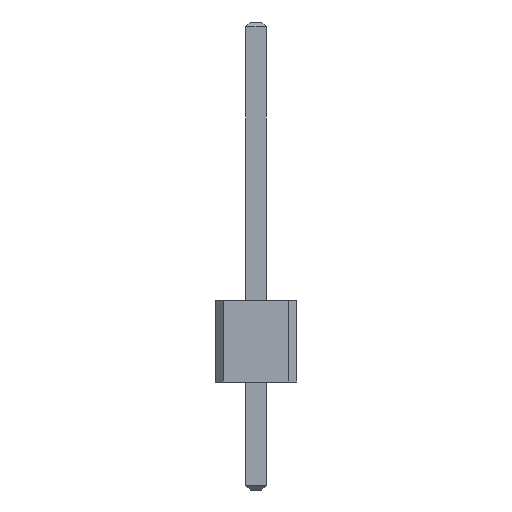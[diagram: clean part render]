
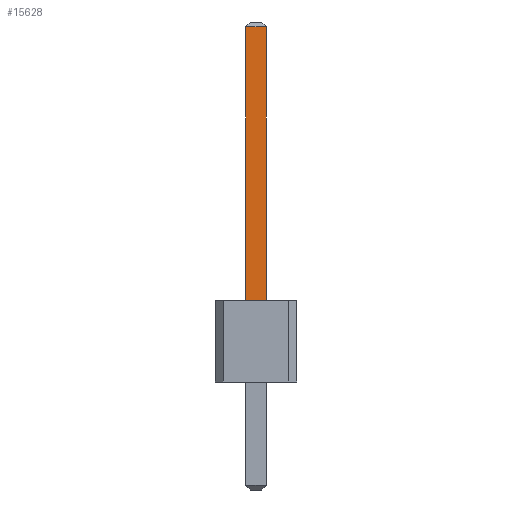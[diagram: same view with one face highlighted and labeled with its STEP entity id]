
A CAD part, front view. The second image highlights one B-rep face of the part: STEP entity #15628.
In plain terms, the highlighted face is planar.
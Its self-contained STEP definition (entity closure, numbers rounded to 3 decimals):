
#111 = PLANE('',#112);
#112 = AXIS2_PLACEMENT_3D('',#113,#114,#115);
#113 = CARTESIAN_POINT('',(16.51,0.,2.5));
#114 = DIRECTION('',(0.,0.,1.));
#115 = DIRECTION('',(1.,0.,0.));
#7397 = VERTEX_POINT('',#7398);
#7398 = CARTESIAN_POINT('',(33.34,-0.32,2.5));
#7413 = PLANE('',#7414);
#7414 = AXIS2_PLACEMENT_3D('',#7415,#7416,#7417);
#7415 = CARTESIAN_POINT('',(32.7,-0.32,-3.3));
#7416 = DIRECTION('',(0.,1.,0.));
#7417 = DIRECTION('',(1.,0.,0.));
#7451 = VERTEX_POINT('',#7452);
#7452 = CARTESIAN_POINT('',(33.34,0.32,2.5));
#7465 = PLANE('',#7466);
#7466 = AXIS2_PLACEMENT_3D('',#7467,#7468,#7469);
#7467 = CARTESIAN_POINT('',(33.34,0.32,-3.3));
#7468 = DIRECTION('',(0.,-1.,0.));
#7469 = DIRECTION('',(-1.,0.,0.));
#7476 = EDGE_CURVE('',#7451,#7397,#7477,.T.);
#7477 = SURFACE_CURVE('',#7478,(#7482,#7488),.PCURVE_S1.);
#7478 = LINE('',#7479,#7480);
#7479 = CARTESIAN_POINT('',(33.34,-0.16,2.5));
#7480 = VECTOR('',#7481,1.);
#7481 = DIRECTION('',(-0.,-1.,0.));
#7482 = PCURVE('',#111,#7483);
#7483 = DEFINITIONAL_REPRESENTATION('',(#7484),#7487);
#7484 = B_SPLINE_CURVE_WITH_KNOTS('',1,(#7485,#7486),.UNSPECIFIED.,.F.,
  .F.,(2,2),(-0.544,0.224),.PIECEWISE_BEZIER_KNOTS.);
#7485 = CARTESIAN_POINT('',(16.83,0.384));
#7486 = CARTESIAN_POINT('',(16.83,-0.384));
#7487 = ( GEOMETRIC_REPRESENTATION_CONTEXT(2) 
PARAMETRIC_REPRESENTATION_CONTEXT() REPRESENTATION_CONTEXT('2D SPACE',''
  ) );
#7488 = PCURVE('',#7489,#7494);
#7489 = PLANE('',#7490);
#7490 = AXIS2_PLACEMENT_3D('',#7491,#7492,#7493);
#7491 = CARTESIAN_POINT('',(33.34,-0.32,-3.3));
#7492 = DIRECTION('',(-1.,0.,0.));
#7493 = DIRECTION('',(0.,1.,0.));
#7494 = DEFINITIONAL_REPRESENTATION('',(#7495),#7498);
#7495 = B_SPLINE_CURVE_WITH_KNOTS('',1,(#7496,#7497),.UNSPECIFIED.,.F.,
  .F.,(2,2),(-0.544,0.224),.PIECEWISE_BEZIER_KNOTS.);
#7496 = CARTESIAN_POINT('',(0.704,-5.8));
#7497 = CARTESIAN_POINT('',(-0.064,-5.8));
#7498 = ( GEOMETRIC_REPRESENTATION_CONTEXT(2) 
PARAMETRIC_REPRESENTATION_CONTEXT() REPRESENTATION_CONTEXT('2D SPACE',''
  ) );
#15581 = VERTEX_POINT('',#15582);
#15582 = CARTESIAN_POINT('',(33.34,-0.32,10.85));
#15608 = EDGE_CURVE('',#7397,#15581,#15609,.T.);
#15609 = SURFACE_CURVE('',#15610,(#15614,#15621),.PCURVE_S1.);
#15610 = LINE('',#15611,#15612);
#15611 = CARTESIAN_POINT('',(33.34,-0.32,-3.3));
#15612 = VECTOR('',#15613,1.);
#15613 = DIRECTION('',(0.,0.,1.));
#15614 = PCURVE('',#7413,#15615);
#15615 = DEFINITIONAL_REPRESENTATION('',(#15616),#15620);
#15616 = LINE('',#15617,#15618);
#15617 = CARTESIAN_POINT('',(0.64,0.));
#15618 = VECTOR('',#15619,1.);
#15619 = DIRECTION('',(0.,-1.));
#15620 = ( GEOMETRIC_REPRESENTATION_CONTEXT(2) 
PARAMETRIC_REPRESENTATION_CONTEXT() REPRESENTATION_CONTEXT('2D SPACE',''
  ) );
#15621 = PCURVE('',#7489,#15622);
#15622 = DEFINITIONAL_REPRESENTATION('',(#15623),#15627);
#15623 = LINE('',#15624,#15625);
#15624 = CARTESIAN_POINT('',(0.,0.));
#15625 = VECTOR('',#15626,1.);
#15626 = DIRECTION('',(0.,-1.));
#15627 = ( GEOMETRIC_REPRESENTATION_CONTEXT(2) 
PARAMETRIC_REPRESENTATION_CONTEXT() REPRESENTATION_CONTEXT('2D SPACE',''
  ) );
#15628 = ADVANCED_FACE('',(#15629),#7489,.F.);
#15629 = FACE_BOUND('',#15630,.F.);
#15630 = EDGE_LOOP('',(#15631,#15632,#15633,#15661));
#15631 = ORIENTED_EDGE('',*,*,#7476,.T.);
#15632 = ORIENTED_EDGE('',*,*,#15608,.T.);
#15633 = ORIENTED_EDGE('',*,*,#15634,.T.);
#15634 = EDGE_CURVE('',#15581,#15635,#15637,.T.);
#15635 = VERTEX_POINT('',#15636);
#15636 = CARTESIAN_POINT('',(33.34,0.32,10.85));
#15637 = SURFACE_CURVE('',#15638,(#15642,#15649),.PCURVE_S1.);
#15638 = LINE('',#15639,#15640);
#15639 = CARTESIAN_POINT('',(33.34,-0.32,10.85));
#15640 = VECTOR('',#15641,1.);
#15641 = DIRECTION('',(0.,1.,0.));
#15642 = PCURVE('',#7489,#15643);
#15643 = DEFINITIONAL_REPRESENTATION('',(#15644),#15648);
#15644 = LINE('',#15645,#15646);
#15645 = CARTESIAN_POINT('',(0.,-14.15));
#15646 = VECTOR('',#15647,1.);
#15647 = DIRECTION('',(1.,0.));
#15648 = ( GEOMETRIC_REPRESENTATION_CONTEXT(2) 
PARAMETRIC_REPRESENTATION_CONTEXT() REPRESENTATION_CONTEXT('2D SPACE',''
  ) );
#15649 = PCURVE('',#15650,#15655);
#15650 = PLANE('',#15651);
#15651 = AXIS2_PLACEMENT_3D('',#15652,#15653,#15654);
#15652 = CARTESIAN_POINT('',(33.265,-0.32,10.925));
#15653 = DIRECTION('',(-0.707,0.,
    -0.707));
#15654 = DIRECTION('',(0.,1.,0.));
#15655 = DEFINITIONAL_REPRESENTATION('',(#15656),#15660);
#15656 = LINE('',#15657,#15658);
#15657 = CARTESIAN_POINT('',(0.,0.106));
#15658 = VECTOR('',#15659,1.);
#15659 = DIRECTION('',(1.,0.));
#15660 = ( GEOMETRIC_REPRESENTATION_CONTEXT(2) 
PARAMETRIC_REPRESENTATION_CONTEXT() REPRESENTATION_CONTEXT('2D SPACE',''
  ) );
#15661 = ORIENTED_EDGE('',*,*,#15662,.F.);
#15662 = EDGE_CURVE('',#7451,#15635,#15663,.T.);
#15663 = SURFACE_CURVE('',#15664,(#15668,#15675),.PCURVE_S1.);
#15664 = LINE('',#15665,#15666);
#15665 = CARTESIAN_POINT('',(33.34,0.32,-3.3));
#15666 = VECTOR('',#15667,1.);
#15667 = DIRECTION('',(0.,0.,1.));
#15668 = PCURVE('',#7489,#15669);
#15669 = DEFINITIONAL_REPRESENTATION('',(#15670),#15674);
#15670 = LINE('',#15671,#15672);
#15671 = CARTESIAN_POINT('',(0.64,0.));
#15672 = VECTOR('',#15673,1.);
#15673 = DIRECTION('',(0.,-1.));
#15674 = ( GEOMETRIC_REPRESENTATION_CONTEXT(2) 
PARAMETRIC_REPRESENTATION_CONTEXT() REPRESENTATION_CONTEXT('2D SPACE',''
  ) );
#15675 = PCURVE('',#7465,#15676);
#15676 = DEFINITIONAL_REPRESENTATION('',(#15677),#15681);
#15677 = LINE('',#15678,#15679);
#15678 = CARTESIAN_POINT('',(0.,-0.));
#15679 = VECTOR('',#15680,1.);
#15680 = DIRECTION('',(0.,-1.));
#15681 = ( GEOMETRIC_REPRESENTATION_CONTEXT(2) 
PARAMETRIC_REPRESENTATION_CONTEXT() REPRESENTATION_CONTEXT('2D SPACE',''
  ) );
